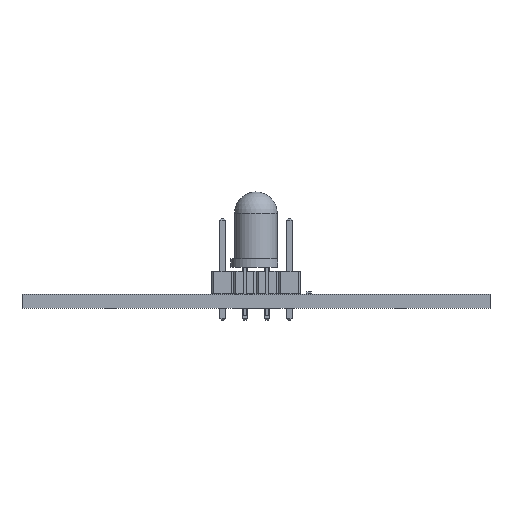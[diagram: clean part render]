
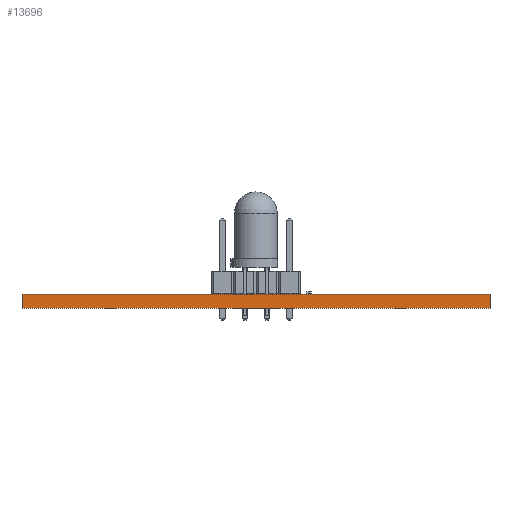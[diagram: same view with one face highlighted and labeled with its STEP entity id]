
A CAD part, front view. The second image highlights one B-rep face of the part: STEP entity #13696.
In plain terms, the highlighted planar face has unit normal (0, -1, 0).
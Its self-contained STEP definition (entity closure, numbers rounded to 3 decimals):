
#13696 = ADVANCED_FACE('',(#13697),#13711,.T.);
#13697 = FACE_BOUND('',#13698,.T.);
#13698 = EDGE_LOOP('',(#13699,#13734,#13762,#13790));
#13699 = ORIENTED_EDGE('',*,*,#13700,.T.);
#13700 = EDGE_CURVE('',#13701,#13703,#13705,.T.);
#13701 = VERTEX_POINT('',#13702);
#13702 = CARTESIAN_POINT('',(165.1,-121.92,0.));
#13703 = VERTEX_POINT('',#13704);
#13704 = CARTESIAN_POINT('',(165.1,-121.92,1.6));
#13705 = SURFACE_CURVE('',#13706,(#13710,#13722),.PCURVE_S1.);
#13706 = LINE('',#13707,#13708);
#13707 = CARTESIAN_POINT('',(165.1,-121.92,0.));
#13708 = VECTOR('',#13709,1.);
#13709 = DIRECTION('',(0.,0.,1.));
#13710 = PCURVE('',#13711,#13716);
#13711 = PLANE('',#13712);
#13712 = AXIS2_PLACEMENT_3D('',#13713,#13714,#13715);
#13713 = CARTESIAN_POINT('',(165.1,-121.92,0.));
#13714 = DIRECTION('',(0.,-1.,0.));
#13715 = DIRECTION('',(-1.,0.,0.));
#13716 = DEFINITIONAL_REPRESENTATION('',(#13717),#13721);
#13717 = LINE('',#13718,#13719);
#13718 = CARTESIAN_POINT('',(0.,-0.));
#13719 = VECTOR('',#13720,1.);
#13720 = DIRECTION('',(0.,-1.));
#13721 = ( GEOMETRIC_REPRESENTATION_CONTEXT(2) 
PARAMETRIC_REPRESENTATION_CONTEXT() REPRESENTATION_CONTEXT('2D SPACE',''
  ) );
#13722 = PCURVE('',#13723,#13728);
#13723 = PLANE('',#13724);
#13724 = AXIS2_PLACEMENT_3D('',#13725,#13726,#13727);
#13725 = CARTESIAN_POINT('',(165.1,-73.66,0.));
#13726 = DIRECTION('',(1.,0.,-0.));
#13727 = DIRECTION('',(0.,-1.,0.));
#13728 = DEFINITIONAL_REPRESENTATION('',(#13729),#13733);
#13729 = LINE('',#13730,#13731);
#13730 = CARTESIAN_POINT('',(48.26,0.));
#13731 = VECTOR('',#13732,1.);
#13732 = DIRECTION('',(0.,-1.));
#13733 = ( GEOMETRIC_REPRESENTATION_CONTEXT(2) 
PARAMETRIC_REPRESENTATION_CONTEXT() REPRESENTATION_CONTEXT('2D SPACE',''
  ) );
#13734 = ORIENTED_EDGE('',*,*,#13735,.T.);
#13735 = EDGE_CURVE('',#13703,#13736,#13738,.T.);
#13736 = VERTEX_POINT('',#13737);
#13737 = CARTESIAN_POINT('',(111.76,-121.92,1.6));
#13738 = SURFACE_CURVE('',#13739,(#13743,#13750),.PCURVE_S1.);
#13739 = LINE('',#13740,#13741);
#13740 = CARTESIAN_POINT('',(165.1,-121.92,1.6));
#13741 = VECTOR('',#13742,1.);
#13742 = DIRECTION('',(-1.,0.,0.));
#13743 = PCURVE('',#13711,#13744);
#13744 = DEFINITIONAL_REPRESENTATION('',(#13745),#13749);
#13745 = LINE('',#13746,#13747);
#13746 = CARTESIAN_POINT('',(0.,-1.6));
#13747 = VECTOR('',#13748,1.);
#13748 = DIRECTION('',(1.,0.));
#13749 = ( GEOMETRIC_REPRESENTATION_CONTEXT(2) 
PARAMETRIC_REPRESENTATION_CONTEXT() REPRESENTATION_CONTEXT('2D SPACE',''
  ) );
#13750 = PCURVE('',#13751,#13756);
#13751 = PLANE('',#13752);
#13752 = AXIS2_PLACEMENT_3D('',#13753,#13754,#13755);
#13753 = CARTESIAN_POINT('',(138.43,-97.79,1.6));
#13754 = DIRECTION('',(-0.,-0.,-1.));
#13755 = DIRECTION('',(-1.,0.,0.));
#13756 = DEFINITIONAL_REPRESENTATION('',(#13757),#13761);
#13757 = LINE('',#13758,#13759);
#13758 = CARTESIAN_POINT('',(-26.67,-24.13));
#13759 = VECTOR('',#13760,1.);
#13760 = DIRECTION('',(1.,0.));
#13761 = ( GEOMETRIC_REPRESENTATION_CONTEXT(2) 
PARAMETRIC_REPRESENTATION_CONTEXT() REPRESENTATION_CONTEXT('2D SPACE',''
  ) );
#13762 = ORIENTED_EDGE('',*,*,#13763,.F.);
#13763 = EDGE_CURVE('',#13764,#13736,#13766,.T.);
#13764 = VERTEX_POINT('',#13765);
#13765 = CARTESIAN_POINT('',(111.76,-121.92,0.));
#13766 = SURFACE_CURVE('',#13767,(#13771,#13778),.PCURVE_S1.);
#13767 = LINE('',#13768,#13769);
#13768 = CARTESIAN_POINT('',(111.76,-121.92,0.));
#13769 = VECTOR('',#13770,1.);
#13770 = DIRECTION('',(0.,0.,1.));
#13771 = PCURVE('',#13711,#13772);
#13772 = DEFINITIONAL_REPRESENTATION('',(#13773),#13777);
#13773 = LINE('',#13774,#13775);
#13774 = CARTESIAN_POINT('',(53.34,0.));
#13775 = VECTOR('',#13776,1.);
#13776 = DIRECTION('',(0.,-1.));
#13777 = ( GEOMETRIC_REPRESENTATION_CONTEXT(2) 
PARAMETRIC_REPRESENTATION_CONTEXT() REPRESENTATION_CONTEXT('2D SPACE',''
  ) );
#13778 = PCURVE('',#13779,#13784);
#13779 = PLANE('',#13780);
#13780 = AXIS2_PLACEMENT_3D('',#13781,#13782,#13783);
#13781 = CARTESIAN_POINT('',(111.76,-121.92,0.));
#13782 = DIRECTION('',(-1.,0.,0.));
#13783 = DIRECTION('',(0.,1.,0.));
#13784 = DEFINITIONAL_REPRESENTATION('',(#13785),#13789);
#13785 = LINE('',#13786,#13787);
#13786 = CARTESIAN_POINT('',(0.,0.));
#13787 = VECTOR('',#13788,1.);
#13788 = DIRECTION('',(0.,-1.));
#13789 = ( GEOMETRIC_REPRESENTATION_CONTEXT(2) 
PARAMETRIC_REPRESENTATION_CONTEXT() REPRESENTATION_CONTEXT('2D SPACE',''
  ) );
#13790 = ORIENTED_EDGE('',*,*,#13791,.F.);
#13791 = EDGE_CURVE('',#13701,#13764,#13792,.T.);
#13792 = SURFACE_CURVE('',#13793,(#13797,#13804),.PCURVE_S1.);
#13793 = LINE('',#13794,#13795);
#13794 = CARTESIAN_POINT('',(165.1,-121.92,0.));
#13795 = VECTOR('',#13796,1.);
#13796 = DIRECTION('',(-1.,0.,0.));
#13797 = PCURVE('',#13711,#13798);
#13798 = DEFINITIONAL_REPRESENTATION('',(#13799),#13803);
#13799 = LINE('',#13800,#13801);
#13800 = CARTESIAN_POINT('',(0.,-0.));
#13801 = VECTOR('',#13802,1.);
#13802 = DIRECTION('',(1.,0.));
#13803 = ( GEOMETRIC_REPRESENTATION_CONTEXT(2) 
PARAMETRIC_REPRESENTATION_CONTEXT() REPRESENTATION_CONTEXT('2D SPACE',''
  ) );
#13804 = PCURVE('',#13805,#13810);
#13805 = PLANE('',#13806);
#13806 = AXIS2_PLACEMENT_3D('',#13807,#13808,#13809);
#13807 = CARTESIAN_POINT('',(138.43,-97.79,0.));
#13808 = DIRECTION('',(-0.,-0.,-1.));
#13809 = DIRECTION('',(-1.,0.,0.));
#13810 = DEFINITIONAL_REPRESENTATION('',(#13811),#13815);
#13811 = LINE('',#13812,#13813);
#13812 = CARTESIAN_POINT('',(-26.67,-24.13));
#13813 = VECTOR('',#13814,1.);
#13814 = DIRECTION('',(1.,0.));
#13815 = ( GEOMETRIC_REPRESENTATION_CONTEXT(2) 
PARAMETRIC_REPRESENTATION_CONTEXT() REPRESENTATION_CONTEXT('2D SPACE',''
  ) );
